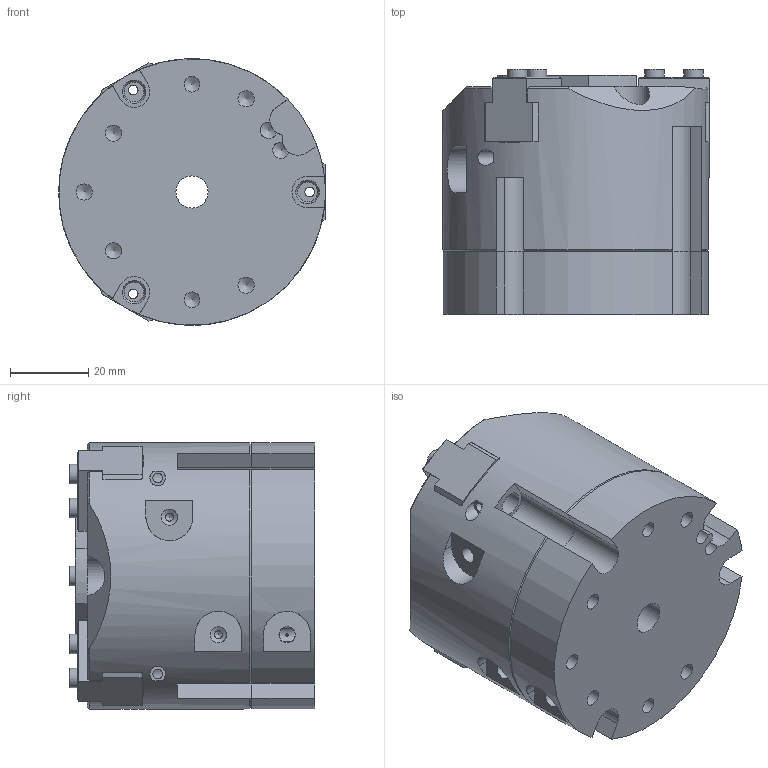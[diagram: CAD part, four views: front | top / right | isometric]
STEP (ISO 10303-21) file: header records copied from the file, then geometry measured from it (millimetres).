
FILE_DESCRIPTION(/* description */ (''),/* implementation_level */ '2;1');
FILE_NAME(/* name */ 'FBM-70-MC.stp',/* time_stamp */ '2021-10-20T11:34:31+02:00',/* author */ ('Emilio'),/* organization */ (''),/* preprocessor_version */ 'ST-DEVELOPER v17.2',/* originating_system */ 'Autodesk Inventor 2019',/* authorisation */ '');
FILE_SCHEMA (('AUTOMOTIVE_DESIGN { 1 0 10303 214 3 1 1 }'));
Length unit declared in the file: millimetre
Products named in the file (8): FBM-70-MA; MFB3-70 - CORPO-cliente; MFB3-70 - COPERCHIO; FBM-70-GRIFFA; ISO 10642  - M4  x  8; MFB 70-FONDELLO-cliente; MFB3-70 - TUBO; BOCCOLA 5H7L4.4
Assembly tree (16 placements, depth 2):
  FBM-70-MA
    MFB3-70 - CORPO-cliente
    MFB3-70 - COPERCHIO
    FBM-70-GRIFFA  x3
    ISO 10642  - M4  x  8  x3
    MFB 70-FONDELLO-cliente
    MFB3-70 - TUBO
    BOCCOLA 5H7L4.4  x6
Bounding box: 68 x 62.5 x 68 mm (x, y, z)
Volume: 176297.4 mm3; surface area: 52298.7 mm2
Topology: 16 solids, 16 shells, 488 faces, 1324 edges, 884 vertices
Faces by surface type: plane 260, cylinder 141, cone 87
Full cylindrical faces by diameter (mm): 2 x2, 2.459 x12, 2.5 x1, 3.2 x6, 3.242 x5, 4 x8, 4.134 x9, 4.5 x3, 5 x15, 5.5 x3, 6 x3, 7.53 x3, 8.2 x3, 10 x3, 12 x3, 41 x2, 43.5 x1, 68 x1
Entity records: 11453 total; most frequent: CARTESIAN_POINT 2606, DIRECTION 1847, ORIENTED_EDGE 1748, EDGE_CURVE 874, AXIS2_PLACEMENT_3D 709, VERTEX_POINT 602, LINE 429, VECTOR 429
